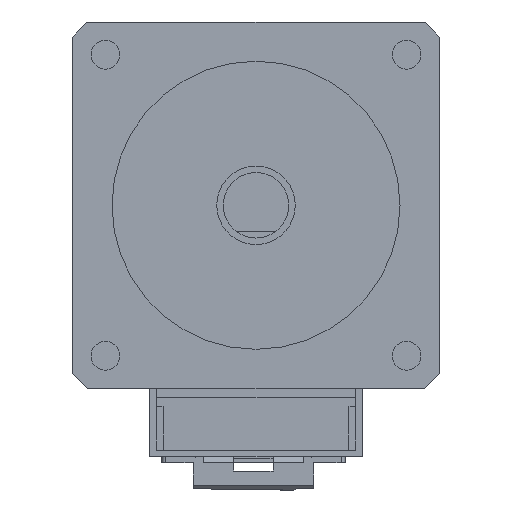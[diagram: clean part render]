
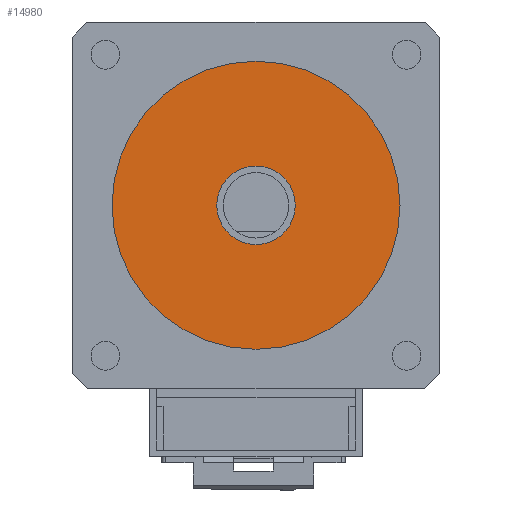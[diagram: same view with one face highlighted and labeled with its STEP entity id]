
A CAD part, front view. The second image highlights one B-rep face of the part: STEP entity #14980.
In plain terms, the highlighted planar face has unit normal (0, -1, 0).
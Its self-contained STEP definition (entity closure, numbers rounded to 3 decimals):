
#1802 = DIRECTION ( 'NONE',  ( 0., 0., 1. ) ) ;
#1857 = CARTESIAN_POINT ( 'NONE',  ( 0., -1.8, 0. ) ) ;
#4386 = CARTESIAN_POINT ( 'NONE',  ( 0., -1.8, 0. ) ) ;
#7685 = EDGE_CURVE ( 'NONE', #20730, #8006, #9966, .T. ) ;
#8006 = VERTEX_POINT ( 'NONE', #45941 ) ;
#8156 = DIRECTION ( 'NONE',  ( 0., 0., 1. ) ) ;
#9966 = CIRCLE ( 'NONE', #33108, 11. ) ;
#12976 = CIRCLE ( 'NONE', #30404, 3. ) ;
#13733 = AXIS2_PLACEMENT_3D ( 'NONE', #1857, #44193, #1802 ) ;
#14941 = CARTESIAN_POINT ( 'NONE',  ( 0., -1.8, 3. ) ) ;
#14980 = ADVANCED_FACE ( 'NONE', ( #37805, #29244 ), #23782, .T. ) ;
#16374 = VERTEX_POINT ( 'NONE', #14941 ) ;
#16668 = EDGE_LOOP ( 'NONE', ( #42443, #41956 ) ) ;
#16867 = CIRCLE ( 'NONE', #44344, 11. ) ;
#16982 = EDGE_LOOP ( 'NONE', ( #24026, #43258 ) ) ;
#17400 = EDGE_CURVE ( 'NONE', #16374, #37917, #29557, .T. ) ;
#19052 = DIRECTION ( 'NONE',  ( 0., 1., 0. ) ) ;
#19538 = DIRECTION ( 'NONE',  ( 0., -1., 0. ) ) ;
#20238 = CARTESIAN_POINT ( 'NONE',  ( 0., -1.8, 0. ) ) ;
#20292 = DIRECTION ( 'NONE',  ( 0., 1., 0. ) ) ;
#20454 = DIRECTION ( 'NONE',  ( 0., 0., -1. ) ) ;
#20730 = VERTEX_POINT ( 'NONE', #23629 ) ;
#22908 = DIRECTION ( 'NONE',  ( 0., 0., -1. ) ) ;
#22945 = CARTESIAN_POINT ( 'NONE',  ( 0., -1.8, 0. ) ) ;
#23629 = CARTESIAN_POINT ( 'NONE',  ( 0., -1.8, -11. ) ) ;
#23782 = PLANE ( 'NONE',  #25861 ) ;
#24026 = ORIENTED_EDGE ( 'NONE', *, *, #7685, .F. ) ;
#25861 = AXIS2_PLACEMENT_3D ( 'NONE', #22945, #19538, #22908 ) ;
#27255 = CARTESIAN_POINT ( 'NONE',  ( 0., -1.8, -3. ) ) ;
#29244 = FACE_OUTER_BOUND ( 'NONE', #16982, .T. ) ;
#29557 = CIRCLE ( 'NONE', #13733, 3. ) ;
#29856 = DIRECTION ( 'NONE',  ( 0., 1., 0. ) ) ;
#30404 = AXIS2_PLACEMENT_3D ( 'NONE', #4386, #29856, #8156 ) ;
#33108 = AXIS2_PLACEMENT_3D ( 'NONE', #20238, #20292, #20454 ) ;
#37805 = FACE_BOUND ( 'NONE', #16668, .T. ) ;
#37917 = VERTEX_POINT ( 'NONE', #27255 ) ;
#40752 = CARTESIAN_POINT ( 'NONE',  ( 0., -1.8, 0. ) ) ;
#41956 = ORIENTED_EDGE ( 'NONE', *, *, #45526, .T. ) ;
#42167 = EDGE_CURVE ( 'NONE', #8006, #20730, #16867, .T. ) ;
#42443 = ORIENTED_EDGE ( 'NONE', *, *, #17400, .T. ) ;
#43258 = ORIENTED_EDGE ( 'NONE', *, *, #42167, .F. ) ;
#44193 = DIRECTION ( 'NONE',  ( 0., 1., 0. ) ) ;
#44344 = AXIS2_PLACEMENT_3D ( 'NONE', #40752, #19052, #44398 ) ;
#44398 = DIRECTION ( 'NONE',  ( 0., 0., -1. ) ) ;
#45526 = EDGE_CURVE ( 'NONE', #37917, #16374, #12976, .T. ) ;
#45941 = CARTESIAN_POINT ( 'NONE',  ( 0., -1.8, 11. ) ) ;
